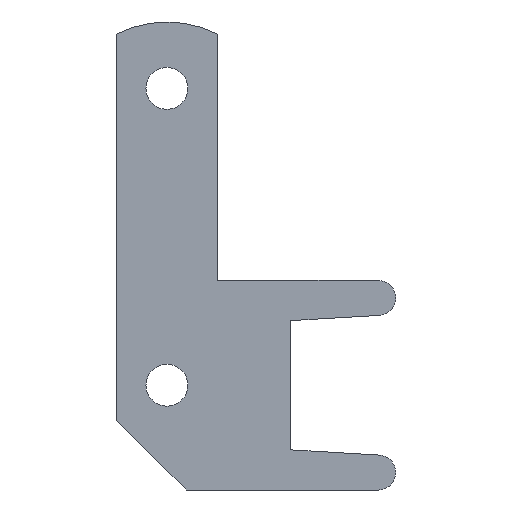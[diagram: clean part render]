
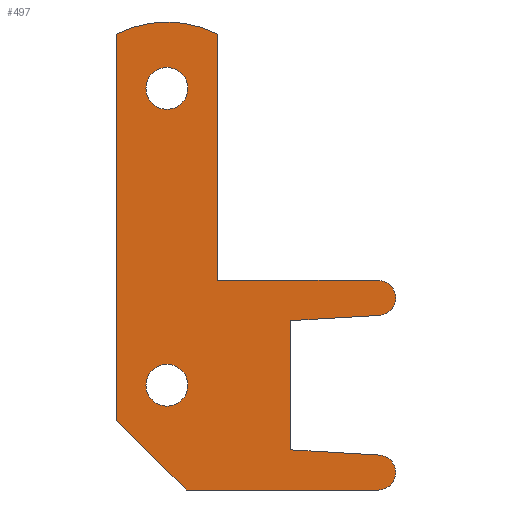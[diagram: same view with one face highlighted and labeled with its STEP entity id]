
A CAD part, left-side view. The second image highlights one B-rep face of the part: STEP entity #497.
In plain terms, the highlighted planar face has unit normal (-1, 0, 0).
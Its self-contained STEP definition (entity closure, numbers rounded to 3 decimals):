
#209=CARTESIAN_POINT('',(-0.25,0.,-1.9));
#210=DIRECTION('',(1.,0.,0.));
#211=DIRECTION('',(0.,1.,0.));
#212=AXIS2_PLACEMENT_3D('',#209,#210,#211);
#214=CARTESIAN_POINT('',(-0.25,0.,-1.9));
#215=DIRECTION('',(1.,0.,0.));
#216=DIRECTION('',(0.,-1.,0.));
#217=AXIS2_PLACEMENT_3D('',#214,#215,#216);
#219=CARTESIAN_POINT('',(-0.25,0.,-10.4));
#220=DIRECTION('',(1.,0.,0.));
#221=DIRECTION('',(0.,1.,0.));
#222=AXIS2_PLACEMENT_3D('',#219,#220,#221);
#224=CARTESIAN_POINT('',(-0.25,0.,-10.4));
#225=DIRECTION('',(1.,0.,0.));
#226=DIRECTION('',(0.,-1.,0.));
#227=AXIS2_PLACEMENT_3D('',#224,#225,#226);
#229=DIRECTION('',(0.,-1.,0.));
#230=VECTOR('',#229,4.6);
#231=CARTESIAN_POINT('',(-0.25,-1.45,-7.4));
#232=LINE('',#231,#230);
#233=CARTESIAN_POINT('',(-0.25,-6.05,-7.9));
#234=DIRECTION('',(1.,0.,0.));
#235=DIRECTION('',(0.,0.,1.));
#236=AXIS2_PLACEMENT_3D('',#233,#234,#235);
#238=DIRECTION('',(0.,0.998,-0.06));
#239=VECTOR('',#238,2.534);
#240=CARTESIAN_POINT('',(-0.25,-6.08,-8.399));
#241=LINE('',#240,#239);
#242=DIRECTION('',(0.,0.,-1.));
#243=VECTOR('',#242,3.7);
#244=CARTESIAN_POINT('',(-0.25,-3.55,-8.55));
#245=LINE('',#244,#243);
#246=DIRECTION('',(0.,-0.998,-0.06));
#247=VECTOR('',#246,2.534);
#248=CARTESIAN_POINT('',(-0.25,-3.55,-12.25));
#249=LINE('',#248,#247);
#250=CARTESIAN_POINT('',(-0.25,-6.05,-12.9));
#251=DIRECTION('',(1.,0.,0.));
#252=DIRECTION('',(0.,-0.06,0.998));
#253=AXIS2_PLACEMENT_3D('',#250,#251,#252);
#255=DIRECTION('',(0.,1.,0.));
#256=VECTOR('',#255,5.5);
#257=CARTESIAN_POINT('',(-0.25,-6.05,-13.4));
#258=LINE('',#257,#256);
#259=DIRECTION('',(0.,0.707,0.707));
#260=VECTOR('',#259,2.828);
#261=CARTESIAN_POINT('',(-0.25,-0.55,-13.4));
#262=LINE('',#261,#260);
#263=DIRECTION('',(0.,0.,-1.));
#264=VECTOR('',#263,11.053);
#265=CARTESIAN_POINT('',(-0.25,1.45,-0.347));
#266=LINE('',#265,#264);
#267=CARTESIAN_POINT('',(-0.25,0.,-3.2));
#268=DIRECTION('',(-1.,0.,0.));
#269=DIRECTION('',(0.,-0.453,0.891));
#270=AXIS2_PLACEMENT_3D('',#267,#268,#269);
#272=DIRECTION('',(0.,0.,1.));
#273=VECTOR('',#272,7.053);
#274=CARTESIAN_POINT('',(-0.25,-1.45,-7.4));
#275=LINE('',#274,#273);
#336=CARTESIAN_POINT('',(-0.25,1.45,-0.347));
#337=CARTESIAN_POINT('',(-0.25,1.45,-11.4));
#338=VERTEX_POINT('',#336);
#339=VERTEX_POINT('',#337);
#340=CARTESIAN_POINT('',(-0.25,-1.45,-7.4));
#341=CARTESIAN_POINT('',(-0.25,-1.45,-0.347));
#342=VERTEX_POINT('',#340);
#343=VERTEX_POINT('',#341);
#352=CARTESIAN_POINT('',(-0.25,0.6,-1.9));
#353=CARTESIAN_POINT('',(-0.25,-0.6,-1.9));
#354=VERTEX_POINT('',#352);
#355=VERTEX_POINT('',#353);
#356=CARTESIAN_POINT('',(-0.25,0.6,-10.4));
#357=CARTESIAN_POINT('',(-0.25,-0.6,-10.4));
#358=VERTEX_POINT('',#356);
#359=VERTEX_POINT('',#357);
#374=CARTESIAN_POINT('',(-0.25,-6.05,-7.4));
#375=VERTEX_POINT('',#374);
#376=CARTESIAN_POINT('',(-0.25,-6.08,-8.399));
#377=VERTEX_POINT('',#376);
#378=CARTESIAN_POINT('',(-0.25,-3.55,-8.55));
#379=VERTEX_POINT('',#378);
#380=CARTESIAN_POINT('',(-0.25,-3.55,-12.25));
#381=VERTEX_POINT('',#380);
#382=CARTESIAN_POINT('',(-0.25,-6.08,-12.401));
#383=VERTEX_POINT('',#382);
#384=CARTESIAN_POINT('',(-0.25,-6.05,-13.4));
#385=VERTEX_POINT('',#384);
#386=CARTESIAN_POINT('',(-0.25,-0.55,-13.4));
#387=VERTEX_POINT('',#386);
#458=CARTESIAN_POINT('',(-0.25,0.,0.));
#459=DIRECTION('',(1.,0.,0.));
#460=DIRECTION('',(0.,-1.,0.));
#461=AXIS2_PLACEMENT_3D('',#458,#459,#460);
#462=PLANE('',#461);
#464=ORIENTED_EDGE('',*,*,#463,.T.);
#466=ORIENTED_EDGE('',*,*,#465,.T.);
#468=ORIENTED_EDGE('',*,*,#467,.T.);
#470=ORIENTED_EDGE('',*,*,#469,.T.);
#472=ORIENTED_EDGE('',*,*,#471,.T.);
#474=ORIENTED_EDGE('',*,*,#473,.T.);
#476=ORIENTED_EDGE('',*,*,#475,.T.);
#478=ORIENTED_EDGE('',*,*,#477,.T.);
#480=ORIENTED_EDGE('',*,*,#479,.F.);
#482=ORIENTED_EDGE('',*,*,#481,.F.);
#484=ORIENTED_EDGE('',*,*,#483,.F.);
#485=EDGE_LOOP('',(#464,#466,#468,#470,#472,#474,#476,#478,#480,#482,#484));
#486=FACE_OUTER_BOUND('',#485,.F.);
#488=ORIENTED_EDGE('',*,*,#487,.F.);
#490=ORIENTED_EDGE('',*,*,#489,.F.);
#491=EDGE_LOOP('',(#488,#490));
#492=FACE_BOUND('',#491,.F.);
#493=ORIENTED_EDGE('',*,*,#438,.F.);
#494=ORIENTED_EDGE('',*,*,#452,.F.);
#495=EDGE_LOOP('',(#493,#494));
#496=FACE_BOUND('',#495,.F.);
#213=CIRCLE('',#212,0.6);
#218=CIRCLE('',#217,0.6);
#223=CIRCLE('',#222,0.6);
#228=CIRCLE('',#227,0.6);
#237=CIRCLE('',#236,0.5);
#254=CIRCLE('',#253,0.5);
#271=CIRCLE('',#270,3.2);
#438=EDGE_CURVE('',#354,#355,#213,.T.);
#452=EDGE_CURVE('',#355,#354,#218,.T.);
#463=EDGE_CURVE('',#342,#375,#232,.T.);
#465=EDGE_CURVE('',#375,#377,#237,.T.);
#467=EDGE_CURVE('',#377,#379,#241,.T.);
#469=EDGE_CURVE('',#379,#381,#245,.T.);
#471=EDGE_CURVE('',#381,#383,#249,.T.);
#473=EDGE_CURVE('',#383,#385,#254,.T.);
#475=EDGE_CURVE('',#385,#387,#258,.T.);
#477=EDGE_CURVE('',#387,#339,#262,.T.);
#479=EDGE_CURVE('',#338,#339,#266,.T.);
#481=EDGE_CURVE('',#343,#338,#271,.T.);
#483=EDGE_CURVE('',#342,#343,#275,.T.);
#487=EDGE_CURVE('',#358,#359,#223,.T.);
#489=EDGE_CURVE('',#359,#358,#228,.T.);
#497=ADVANCED_FACE('',(#486,#492,#496),#462,.F.);
